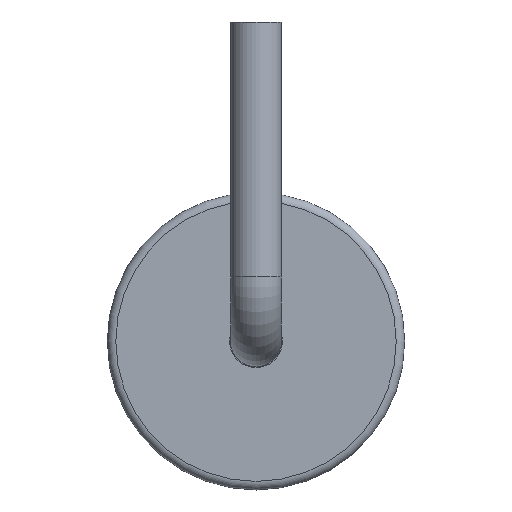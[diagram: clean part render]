
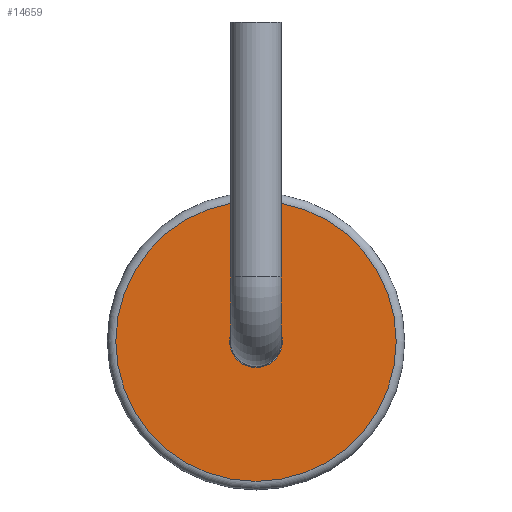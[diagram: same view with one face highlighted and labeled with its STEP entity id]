
A CAD part, top view. The second image highlights one B-rep face of the part: STEP entity #14659.
In plain terms, the highlighted planar face has unit normal (0, 0, 1).
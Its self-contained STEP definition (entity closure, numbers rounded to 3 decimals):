
#637 = DIRECTION ( 'NONE',  ( 0., 1., 0. ) ) ;
#1000 = AXIS2_PLACEMENT_3D ( 'NONE', #10528, #3199, #637 ) ;
#1932 = EDGE_LOOP ( 'NONE', ( #6863 ) ) ;
#2892 = ORIENTED_EDGE ( 'NONE', *, *, #12874, .T. ) ;
#3013 = VERTEX_POINT ( 'NONE', #12602 ) ;
#3199 = DIRECTION ( 'NONE',  ( 0., 0., -1. ) ) ;
#3255 = DIRECTION ( 'NONE',  ( 0., 0., -1. ) ) ;
#4940 = DIRECTION ( 'NONE',  ( 0., 0., -1. ) ) ;
#5769 = CIRCLE ( 'NONE', #1000, 33. ) ;
#6001 = PLANE ( 'NONE',  #9602 ) ;
#6448 = FACE_BOUND ( 'NONE', #8769, .T. ) ;
#6863 = ORIENTED_EDGE ( 'NONE', *, *, #8851, .F. ) ;
#8232 = DIRECTION ( 'NONE',  ( 0., 1., 0. ) ) ;
#8769 = EDGE_LOOP ( 'NONE', ( #2892 ) ) ;
#8851 = EDGE_CURVE ( 'NONE', #10988, #10988, #5769, .T. ) ;
#9124 = FACE_OUTER_BOUND ( 'NONE', #1932, .T. ) ;
#9602 = AXIS2_PLACEMENT_3D ( 'NONE', #12265, #4940, #9633 ) ;
#9633 = DIRECTION ( 'NONE',  ( 0., 1., 0. ) ) ;
#9757 = CIRCLE ( 'NONE', #14781, 6.2 ) ;
#10528 = CARTESIAN_POINT ( 'NONE',  ( 0., 0., 12. ) ) ;
#10988 = VERTEX_POINT ( 'NONE', #13808 ) ;
#12265 = CARTESIAN_POINT ( 'NONE',  ( 0., -6.2, 12. ) ) ;
#12602 = CARTESIAN_POINT ( 'NONE',  ( 0., 6.2, 12. ) ) ;
#12874 = EDGE_CURVE ( 'NONE', #3013, #3013, #9757, .T. ) ;
#13808 = CARTESIAN_POINT ( 'NONE',  ( 0., 33., 12. ) ) ;
#14417 = CARTESIAN_POINT ( 'NONE',  ( 0., 0., 12. ) ) ;
#14659 = ADVANCED_FACE ( 'NONE', ( #9124, #6448 ), #6001, .F. ) ;
#14781 = AXIS2_PLACEMENT_3D ( 'NONE', #14417, #3255, #8232 ) ;
